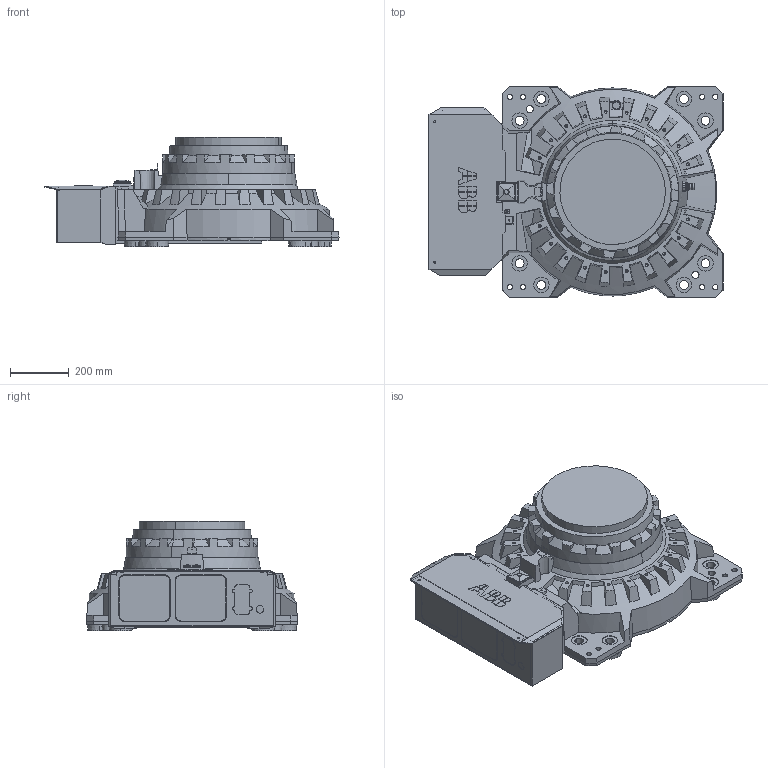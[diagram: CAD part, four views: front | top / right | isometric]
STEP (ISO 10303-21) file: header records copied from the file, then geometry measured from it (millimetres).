
FILE_DESCRIPTION (( 'STEP AP203' ), '1' );
FILE_NAME ('BASE_CAD_Default_sldprt.STEP', '2024-04-07T16:13:38', ( '' ), ( '' ), 'SwSTEP 2.0', 'SolidWorks 2022', '' );
FILE_SCHEMA (( 'CONFIG_CONTROL_DESIGN' ));
Length unit declared in the file: millimetre
Products named in the file (1): BASE_CAD_Default_sldprt
Bounding box: 1004 x 720 x 373.5 mm (x, y, z)
Volume: 118150896.4 mm3; surface area: 2352711.1 mm2
Topology: 1 solids, 2 shells, 1049 faces, 2816 edges, 1807 vertices
Faces by surface type: plane 579, cylinder 249, cone 213, bspline 6, torus 2
Entity records: 34290 total; most frequent: CARTESIAN_POINT 8176, ORIENTED_EDGE 5544, DIRECTION 5287, EDGE_CURVE 2772, AXIS2_PLACEMENT_3D 1860, VERTEX_POINT 1807, VECTOR 1567, LINE 1567
